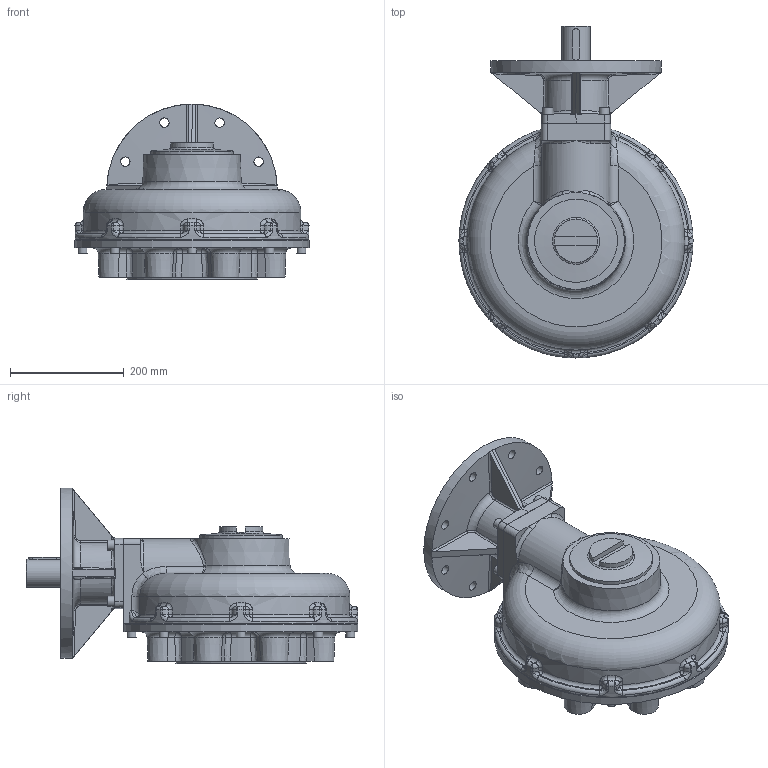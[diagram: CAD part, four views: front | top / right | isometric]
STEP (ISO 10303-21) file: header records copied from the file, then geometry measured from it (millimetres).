
FILE_DESCRIPTION(/* description */ ('Unknown'),/* implementation_level */ '2;1');
FILE_NAME(/* name */ 'PUBIB10-F25-F30_simplified',/* time_stamp */ '2015-12-10T08:51:21+00:00',/* author */ ('Unknown'),/* organization */ ('Unknown'),/* preprocessor_version */ 'ST-DEVELOPER v16',/* originating_system */ 'DEX',/* authorisation */ $);
FILE_SCHEMA (('AUTOMOTIVE_DESIGN {1 0 10303 214 3 1 1}'));
Length unit declared in the file: millimetre
Products named in the file (1): PUBIB10-F25-F30_simplified
Bounding box: 412 x 584.23 x 309.55 mm (x, y, z)
Surface area: 843062.8 mm2 (no closed solid volume)
Topology: 0 solids, 31 shells, 595 faces, 1521 edges, 909 vertices
Faces by surface type: plane 171, cylinder 146, bspline 96, torus 86, cone 52, sphere 44
Full cylindrical faces by diameter (mm): 8.376 x1, 16 x8, 16.5 x8, 17.294 x8, 18 x4, 50 x1, 110 x1, 110.17 x1, 146.05 x1, 200 x1, 229.95 x1, 240 x1, 240.05 x1, 300 x1, 412 x1
Entity records: 29667 total; most frequent: CARTESIAN_POINT 12929, DIRECTION 2798, ORIENTED_EDGE 2601, EDGE_CURVE 1361, AXIS2_PLACEMENT_3D 1163, VERTEX_POINT 882, FACE_BOUND 745, EDGE_LOOP 736
